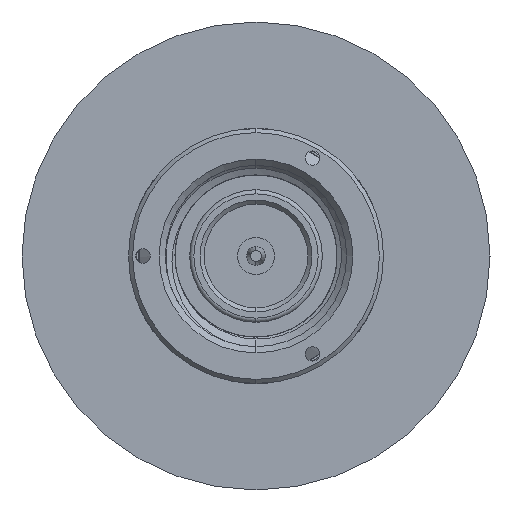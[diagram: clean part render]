
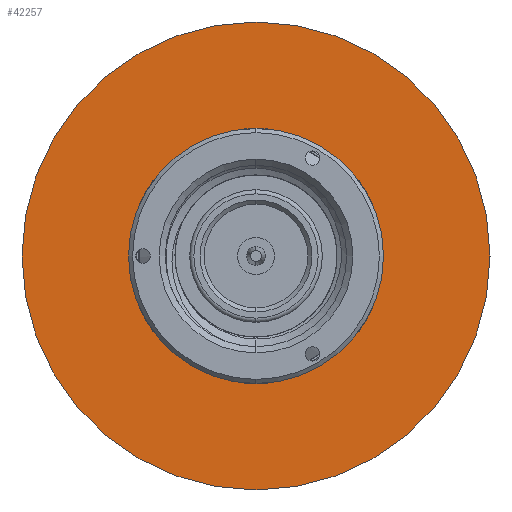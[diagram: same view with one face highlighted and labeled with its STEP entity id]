
A CAD part, left-side view. The second image highlights one B-rep face of the part: STEP entity #42257.
In plain terms, the highlighted planar face has unit normal (-1, 0, 0).
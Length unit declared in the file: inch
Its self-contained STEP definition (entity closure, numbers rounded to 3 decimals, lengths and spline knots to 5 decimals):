
#1797 = CARTESIAN_POINT ( 'NONE',  ( 0.55689, 0., 0. ) ) ;
#2573 = CARTESIAN_POINT ( 'NONE',  ( 0.55689, 0., -0.56443 ) ) ;
#2646 = VERTEX_POINT ( 'NONE', #2573 ) ;
#13054 = VERTEX_POINT ( 'NONE', #66935 ) ;
#14407 = AXIS2_PLACEMENT_3D ( 'NONE', #1797, #27516, #58039 ) ;
#22695 = CARTESIAN_POINT ( 'NONE',  ( 0.55689, 0., 0. ) ) ;
#26498 = AXIS2_PLACEMENT_3D ( 'NONE', #71988, #38594, #66586 ) ;
#26963 = PLANE ( 'NONE',  #26498 ) ;
#27516 = DIRECTION ( 'NONE',  ( -1., 0., 0. ) ) ;
#27797 = AXIS2_PLACEMENT_3D ( 'NONE', #22695, #67032, #56013 ) ;
#28739 = ORIENTED_EDGE ( 'NONE', *, *, #70375, .T. ) ;
#36960 = CIRCLE ( 'NONE', #14407, 0.56443 ) ;
#38594 = DIRECTION ( 'NONE',  ( -1., 0., 0. ) ) ;
#42257 = ADVANCED_FACE ( 'NONE', ( #54571 ), #26963, .T. ) ;
#44250 = ORIENTED_EDGE ( 'NONE', *, *, #57824, .T. ) ;
#54571 = FACE_OUTER_BOUND ( 'NONE', #60122, .T. ) ;
#56013 = DIRECTION ( 'NONE',  ( 0., 0., 1. ) ) ;
#57824 = EDGE_CURVE ( 'NONE', #2646, #13054, #36960, .T. ) ;
#58039 = DIRECTION ( 'NONE',  ( 0., 0., 1. ) ) ;
#60122 = EDGE_LOOP ( 'NONE', ( #28739, #44250 ) ) ;
#62226 = CIRCLE ( 'NONE', #27797, 0.56443 ) ;
#66586 = DIRECTION ( 'NONE',  ( 0., 0., 1. ) ) ;
#66935 = CARTESIAN_POINT ( 'NONE',  ( 0.55689, 0., 0.56443 ) ) ;
#67032 = DIRECTION ( 'NONE',  ( -1., 0., 0. ) ) ;
#70375 = EDGE_CURVE ( 'NONE', #13054, #2646, #62226, .T. ) ;
#71988 = CARTESIAN_POINT ( 'NONE',  ( 0.55689, 0., 0. ) ) ;
